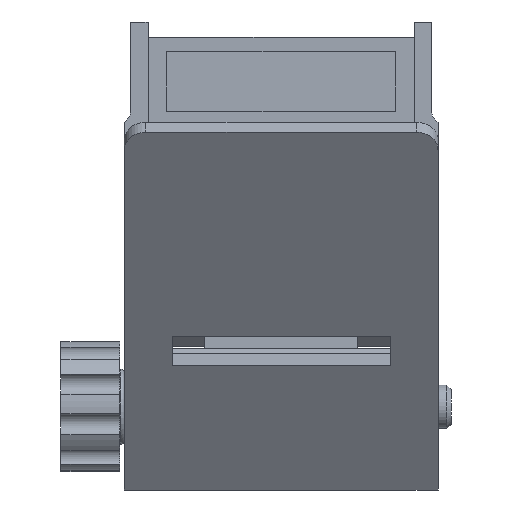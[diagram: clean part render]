
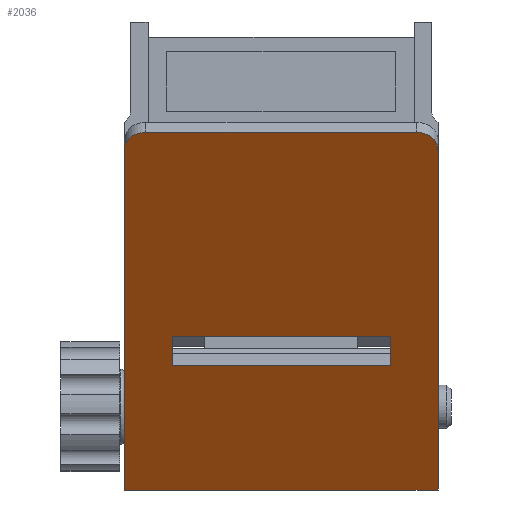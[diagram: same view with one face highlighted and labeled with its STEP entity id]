
A CAD part, front view. The second image highlights one B-rep face of the part: STEP entity #2036.
In plain terms, the highlighted face is planar.
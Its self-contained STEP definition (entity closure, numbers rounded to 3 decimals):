
#172 = VECTOR ( 'NONE', #3684, 1000. ) ;
#248 = EDGE_CURVE ( 'NONE', #1685, #3722, #7383, .T. ) ;
#291 = AXIS2_PLACEMENT_3D ( 'NONE', #1626, #6546, #7812 ) ;
#322 = PLANE ( 'NONE',  #463 ) ;
#399 = EDGE_CURVE ( 'NONE', #7665, #5870, #7272, .T. ) ;
#442 = LINE ( 'NONE', #3381, #2600 ) ;
#463 = AXIS2_PLACEMENT_3D ( 'NONE', #4593, #4033, #2111 ) ;
#480 = CARTESIAN_POINT ( 'NONE',  ( 0., 0., -6.12 ) ) ;
#502 = ORIENTED_EDGE ( 'NONE', *, *, #2869, .F. ) ;
#589 = VERTEX_POINT ( 'NONE', #5187 ) ;
#673 = EDGE_CURVE ( 'NONE', #6183, #3722, #5195, .T. ) ;
#788 = FACE_BOUND ( 'NONE', #2188, .T. ) ;
#920 = ORIENTED_EDGE ( 'NONE', *, *, #673, .T. ) ;
#922 = VECTOR ( 'NONE', #7525, 1000. ) ;
#1046 = LINE ( 'NONE', #480, #1144 ) ;
#1144 = VECTOR ( 'NONE', #6060, 1000. ) ;
#1185 = EDGE_LOOP ( 'NONE', ( #7219, #920, #5896, #502, #4498, #4542 ) ) ;
#1232 = CARTESIAN_POINT ( 'NONE',  ( -12.4, 0., 20. ) ) ;
#1342 = CARTESIAN_POINT ( 'NONE',  ( -14.4, 0., -20. ) ) ;
#1418 = VERTEX_POINT ( 'NONE', #6000 ) ;
#1626 = CARTESIAN_POINT ( 'NONE',  ( -12.4, 0., 18. ) ) ;
#1629 = CARTESIAN_POINT ( 'NONE',  ( -10., 0., -5.32 ) ) ;
#1685 = VERTEX_POINT ( 'NONE', #6884 ) ;
#2036 = ADVANCED_FACE ( 'NONE', ( #788, #6922 ), #322, .F. ) ;
#2111 = DIRECTION ( 'NONE',  ( 0., 0., 1. ) ) ;
#2188 = EDGE_LOOP ( 'NONE', ( #5397, #4048, #5786, #5994 ) ) ;
#2233 = LINE ( 'NONE', #7966, #172 ) ;
#2454 = EDGE_CURVE ( 'NONE', #5870, #5066, #6276, .T. ) ;
#2500 = VECTOR ( 'NONE', #2613, 1000. ) ;
#2580 = DIRECTION ( 'NONE',  ( 0., 0., 1. ) ) ;
#2600 = VECTOR ( 'NONE', #7087, 1000. ) ;
#2613 = DIRECTION ( 'NONE',  ( 0., 0., 1. ) ) ;
#2869 = EDGE_CURVE ( 'NONE', #4882, #1685, #5243, .T. ) ;
#3190 = EDGE_CURVE ( 'NONE', #6183, #1418, #2233, .T. ) ;
#3381 = CARTESIAN_POINT ( 'NONE',  ( 14.4, 0., -20. ) ) ;
#3684 = DIRECTION ( 'NONE',  ( 1., 0., 0. ) ) ;
#3722 = VERTEX_POINT ( 'NONE', #7365 ) ;
#3966 = DIRECTION ( 'NONE',  ( -1., 0., 0. ) ) ;
#4033 = DIRECTION ( 'NONE',  ( 0., 1., 0. ) ) ;
#4048 = ORIENTED_EDGE ( 'NONE', *, *, #5569, .T. ) ;
#4170 = DIRECTION ( 'NONE',  ( 0., 0., 1. ) ) ;
#4375 = VECTOR ( 'NONE', #3966, 1000. ) ;
#4428 = CARTESIAN_POINT ( 'NONE',  ( 14.4, 0., -20. ) ) ;
#4489 = CARTESIAN_POINT ( 'NONE',  ( 10., 0., -2.859 ) ) ;
#4498 = ORIENTED_EDGE ( 'NONE', *, *, #7774, .F. ) ;
#4542 = ORIENTED_EDGE ( 'NONE', *, *, #6545, .T. ) ;
#4593 = CARTESIAN_POINT ( 'NONE',  ( 0., 0., 0. ) ) ;
#4618 = EDGE_CURVE ( 'NONE', #5066, #589, #7210, .T. ) ;
#4761 = CARTESIAN_POINT ( 'NONE',  ( 12.4, 0., 18. ) ) ;
#4882 = VERTEX_POINT ( 'NONE', #4428 ) ;
#5066 = VERTEX_POINT ( 'NONE', #5314 ) ;
#5187 = CARTESIAN_POINT ( 'NONE',  ( -10., 0., -6.12 ) ) ;
#5195 = CIRCLE ( 'NONE', #291, 2. ) ;
#5243 = LINE ( 'NONE', #7625, #4375 ) ;
#5314 = CARTESIAN_POINT ( 'NONE',  ( -10., 0., -2.859 ) ) ;
#5397 = ORIENTED_EDGE ( 'NONE', *, *, #399, .F. ) ;
#5569 = EDGE_CURVE ( 'NONE', #7665, #589, #1046, .T. ) ;
#5665 = CARTESIAN_POINT ( 'NONE',  ( 10., 0., -6.12 ) ) ;
#5786 = ORIENTED_EDGE ( 'NONE', *, *, #4618, .F. ) ;
#5870 = VERTEX_POINT ( 'NONE', #6427 ) ;
#5884 = VERTEX_POINT ( 'NONE', #7629 ) ;
#5896 = ORIENTED_EDGE ( 'NONE', *, *, #248, .F. ) ;
#5906 = VECTOR ( 'NONE', #2580, 1000. ) ;
#5994 = ORIENTED_EDGE ( 'NONE', *, *, #2454, .F. ) ;
#5995 = DIRECTION ( 'NONE',  ( 0., 0., -1. ) ) ;
#6000 = CARTESIAN_POINT ( 'NONE',  ( 12.4, 0., 20. ) ) ;
#6060 = DIRECTION ( 'NONE',  ( -1., 0., 0. ) ) ;
#6183 = VERTEX_POINT ( 'NONE', #1232 ) ;
#6276 = LINE ( 'NONE', #6935, #922 ) ;
#6323 = VECTOR ( 'NONE', #5995, 1000. ) ;
#6427 = CARTESIAN_POINT ( 'NONE',  ( 10., 0., -2.859 ) ) ;
#6545 = EDGE_CURVE ( 'NONE', #5884, #1418, #7681, .T. ) ;
#6546 = DIRECTION ( 'NONE',  ( 0., -1., 0. ) ) ;
#6884 = CARTESIAN_POINT ( 'NONE',  ( -14.4, 0., -20. ) ) ;
#6922 = FACE_OUTER_BOUND ( 'NONE', #1185, .T. ) ;
#6935 = CARTESIAN_POINT ( 'NONE',  ( -10., 0., -2.859 ) ) ;
#7087 = DIRECTION ( 'NONE',  ( 0., 0., -1. ) ) ;
#7210 = LINE ( 'NONE', #1629, #6323 ) ;
#7219 = ORIENTED_EDGE ( 'NONE', *, *, #3190, .F. ) ;
#7272 = LINE ( 'NONE', #4489, #2500 ) ;
#7365 = CARTESIAN_POINT ( 'NONE',  ( -14.4, 0., 18. ) ) ;
#7379 = DIRECTION ( 'NONE',  ( 0., -1., 0. ) ) ;
#7383 = LINE ( 'NONE', #1342, #5906 ) ;
#7525 = DIRECTION ( 'NONE',  ( -1., 0., 0. ) ) ;
#7625 = CARTESIAN_POINT ( 'NONE',  ( -14.4, 0., -20. ) ) ;
#7629 = CARTESIAN_POINT ( 'NONE',  ( 14.4, 0., 18. ) ) ;
#7665 = VERTEX_POINT ( 'NONE', #5665 ) ;
#7681 = CIRCLE ( 'NONE', #7939, 2. ) ;
#7774 = EDGE_CURVE ( 'NONE', #5884, #4882, #442, .T. ) ;
#7812 = DIRECTION ( 'NONE',  ( 0., 0., 1. ) ) ;
#7939 = AXIS2_PLACEMENT_3D ( 'NONE', #4761, #7379, #4170 ) ;
#7966 = CARTESIAN_POINT ( 'NONE',  ( -14.4, 0., 20. ) ) ;
